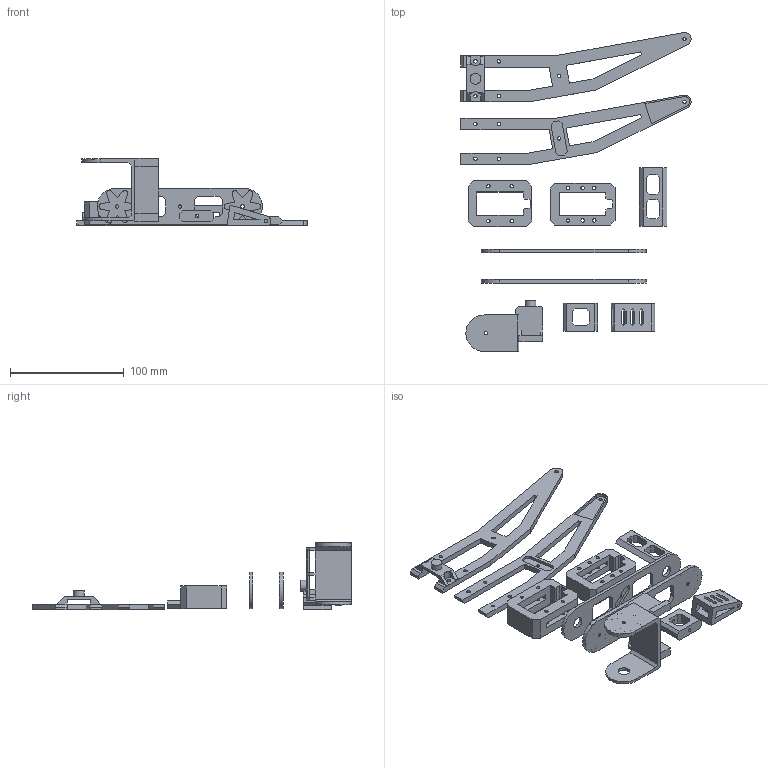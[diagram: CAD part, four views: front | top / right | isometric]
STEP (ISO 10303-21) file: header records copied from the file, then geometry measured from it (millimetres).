
FILE_DESCRIPTION(/* description */ ('','CAx-IF Rec.Pracs.---Representation and Presentation of Product Manufacturing Information (PMI)---4.0---2014-10-13'),/* implementation_level */ '2;1');
FILE_NAME(/* name */ 'PiecesLeg.step',/* time_stamp */ '2024-12-14T11:57:56Z',/* author */ (''),/* organization */ (''),/* preprocessor_version */ 'ST-DEVELOPER v20',/* originating_system */ 'Autodesk Translation Framework v13.20.0.188',/* authorisation */ '');
FILE_SCHEMA (('AP242_MANAGED_MODEL_BASED_3D_ENGINEERING_MIM_LF { 1 0 10303 442 1 1 4 }'));
Length unit declared in the file: millimetre
Products named in the file (1): Pieces
Bounding box: 201.98 x 280 x 59.52 mm (x, y, z)
Volume: 133568 mm3; surface area: 89612.6 mm2
Topology: 10 solids, 10 shells, 469 faces, 1327 edges, 882 vertices
Faces by surface type: plane 387, cylinder 82
Full cylindrical faces by diameter (mm): 3 x42, 9.5 x2, 10 x3
Entity records: 15340 total; most frequent: CARTESIAN_POINT 2679, ORIENTED_EDGE 2654, DIRECTION 2435, EDGE_CURVE 1327, LINE 1159, VECTOR 1159, VERTEX_POINT 882, AXIS2_PLACEMENT_3D 638
